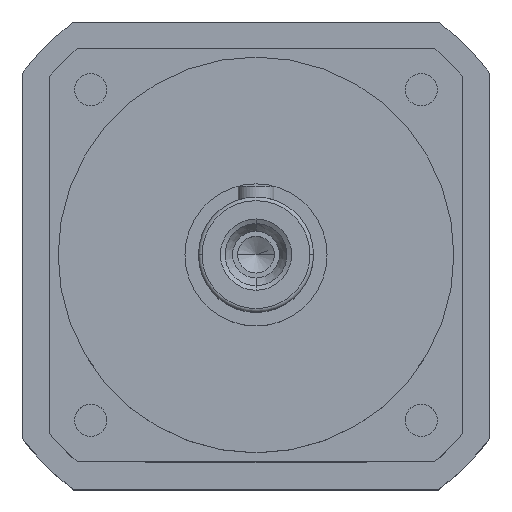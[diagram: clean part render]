
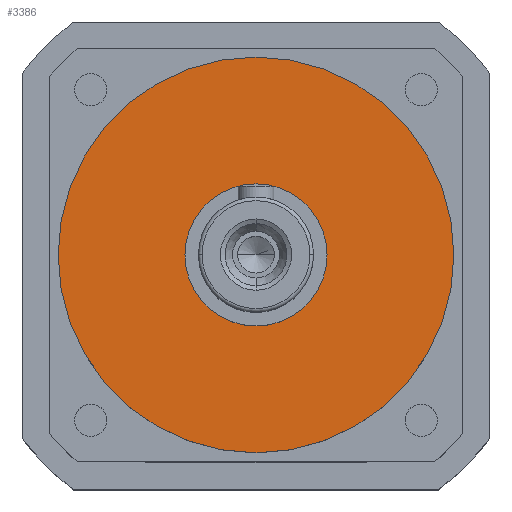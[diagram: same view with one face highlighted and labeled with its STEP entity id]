
A CAD part, top view. The second image highlights one B-rep face of the part: STEP entity #3386.
In plain terms, the highlighted planar face has unit normal (0, 0, 1).
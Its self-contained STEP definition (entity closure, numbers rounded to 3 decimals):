
#744 = CARTESIAN_POINT ( 'NONE',  ( 0., 0., 124.5 ) ) ;
#1524 = DIRECTION ( 'NONE',  ( 1., 0., 0. ) ) ;
#1731 = CARTESIAN_POINT ( 'NONE',  ( 55., 0., 124.5 ) ) ;
#1845 = AXIS2_PLACEMENT_3D ( 'NONE', #744, #6245, #1524 ) ;
#1882 = CIRCLE ( 'NONE', #5851, 55. ) ;
#2210 = CIRCLE ( 'NONE', #1845, 55. ) ;
#2750 = VERTEX_POINT ( 'NONE', #1731 ) ;
#2844 = CARTESIAN_POINT ( 'NONE',  ( 0., 0., 124.5 ) ) ;
#3386 = ADVANCED_FACE ( 'NONE', ( #7326 ), #4710, .T. ) ;
#3769 = EDGE_CURVE ( 'NONE', #9333, #2750, #1882, .T. ) ;
#4221 = ORIENTED_EDGE ( 'NONE', *, *, #8234, .T. ) ;
#4309 = EDGE_LOOP ( 'NONE', ( #9386, #4221 ) ) ;
#4710 = PLANE ( 'NONE',  #5002 ) ;
#4956 = CARTESIAN_POINT ( 'NONE',  ( -55., 0., 124.5 ) ) ;
#4971 = DIRECTION ( 'NONE',  ( 1., 0., 0. ) ) ;
#5002 = AXIS2_PLACEMENT_3D ( 'NONE', #2844, #5028, #4971 ) ;
#5028 = DIRECTION ( 'NONE',  ( 0., 0., 1. ) ) ;
#5851 = AXIS2_PLACEMENT_3D ( 'NONE', #6999, #6903, #7560 ) ;
#6245 = DIRECTION ( 'NONE',  ( 0., 0., 1. ) ) ;
#6903 = DIRECTION ( 'NONE',  ( 0., 0., 1. ) ) ;
#6999 = CARTESIAN_POINT ( 'NONE',  ( 0., 0., 124.5 ) ) ;
#7326 = FACE_OUTER_BOUND ( 'NONE', #4309, .T. ) ;
#7560 = DIRECTION ( 'NONE',  ( 1., 0., 0. ) ) ;
#8234 = EDGE_CURVE ( 'NONE', #2750, #9333, #2210, .T. ) ;
#9333 = VERTEX_POINT ( 'NONE', #4956 ) ;
#9386 = ORIENTED_EDGE ( 'NONE', *, *, #3769, .T. ) ;
